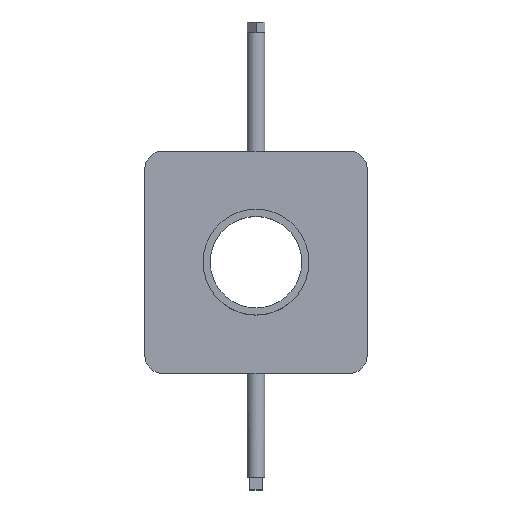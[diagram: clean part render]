
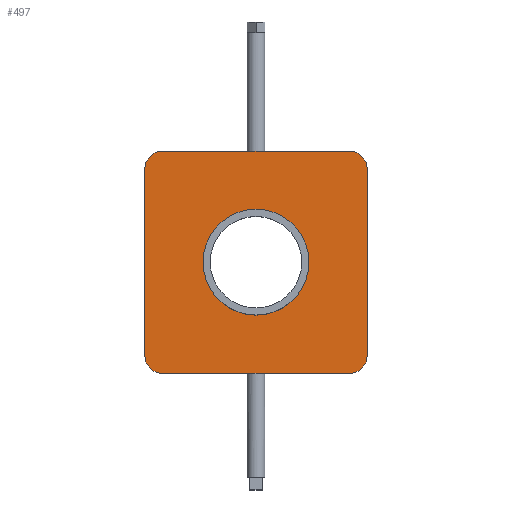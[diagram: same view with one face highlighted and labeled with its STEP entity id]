
A CAD part, top view. The second image highlights one B-rep face of the part: STEP entity #497.
In plain terms, the highlighted planar face has unit normal (0, 0, 1).
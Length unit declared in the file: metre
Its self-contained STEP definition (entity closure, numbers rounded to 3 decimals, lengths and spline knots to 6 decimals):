
#16=LINE('',#795,#60);
#19=LINE('',#801,#63);
#24=LINE('',#811,#68);
#27=LINE('',#818,#71);
#31=LINE('',#826,#75);
#34=LINE('',#838,#78);
#60=VECTOR('',#632,1.);
#63=VECTOR('',#637,1.);
#68=VECTOR('',#644,1.);
#71=VECTOR('',#649,1.);
#75=VECTOR('',#655,1.);
#78=VECTOR('',#666,1.);
#107=PLANE('',#559);
#169=ORIENTED_EDGE('',*,*,#301,.F.);
#170=ORIENTED_EDGE('',*,*,#290,.T.);
#171=ORIENTED_EDGE('',*,*,#302,.T.);
#172=ORIENTED_EDGE('',*,*,#282,.T.);
#173=ORIENTED_EDGE('',*,*,#294,.T.);
#174=ORIENTED_EDGE('',*,*,#303,.T.);
#175=ORIENTED_EDGE('',*,*,#299,.F.);
#176=ORIENTED_EDGE('',*,*,#304,.T.);
#177=ORIENTED_EDGE('',*,*,#279,.F.);
#178=ORIENTED_EDGE('',*,*,#287,.F.);
#179=ORIENTED_EDGE('',*,*,#305,.T.);
#279=EDGE_CURVE('',#341,#347,#16,.T.);
#282=EDGE_CURVE('',#349,#331,#19,.T.);
#287=EDGE_CURVE('',#352,#341,#24,.T.);
#290=EDGE_CURVE('',#356,#355,#27,.T.);
#294=EDGE_CURVE('',#331,#358,#31,.T.);
#299=EDGE_CURVE('',#363,#364,#34,.T.);
#301=EDGE_CURVE('',#365,#365,#385,.T.);
#302=EDGE_CURVE('',#355,#349,#386,.T.);
#303=EDGE_CURVE('',#358,#364,#387,.T.);
#304=EDGE_CURVE('',#363,#347,#388,.T.);
#305=EDGE_CURVE('',#352,#356,#389,.T.);
#331=VERTEX_POINT('',#761);
#341=VERTEX_POINT('',#783);
#347=VERTEX_POINT('',#796);
#349=VERTEX_POINT('',#802);
#352=VERTEX_POINT('',#810);
#355=VERTEX_POINT('',#817);
#356=VERTEX_POINT('',#819);
#358=VERTEX_POINT('',#825);
#363=VERTEX_POINT('',#837);
#364=VERTEX_POINT('',#839);
#365=VERTEX_POINT('',#843);
#385=CIRCLE('',#560,0.01475);
#386=CIRCLE('',#561,0.005);
#387=CIRCLE('',#562,0.005);
#388=CIRCLE('',#563,0.005);
#389=CIRCLE('',#564,0.005);
#408=EDGE_LOOP('',(#169));
#409=EDGE_LOOP('',(#170,#171,#172,#173,#174,#175,#176,#177,#178,#179));
#450=FACE_BOUND('',#408,.T.);
#451=FACE_BOUND('',#409,.T.);
#497=ADVANCED_FACE('',(#450,#451),#107,.T.);
#559=AXIS2_PLACEMENT_3D('',#841,#668,#669);
#560=AXIS2_PLACEMENT_3D('',#842,#670,#671);
#561=AXIS2_PLACEMENT_3D('',#844,#672,#673);
#562=AXIS2_PLACEMENT_3D('',#845,#674,#675);
#563=AXIS2_PLACEMENT_3D('',#846,#676,#677);
#564=AXIS2_PLACEMENT_3D('',#847,#678,#679);
#632=DIRECTION('',(1.,0.,0.));
#637=DIRECTION('',(1.,0.,0.));
#644=DIRECTION('',(1.,0.,0.));
#649=DIRECTION('',(0.,-1.,0.));
#655=DIRECTION('',(1.,0.,0.));
#666=DIRECTION('',(0.,-1.,0.));
#668=DIRECTION('',(0.,0.,1.));
#669=DIRECTION('',(1.,0.,0.));
#670=DIRECTION('',(0.,0.,1.));
#671=DIRECTION('',(1.,0.,0.));
#672=DIRECTION('',(0.,0.,1.));
#673=DIRECTION('',(1.,0.,0.));
#674=DIRECTION('',(0.,0.,1.));
#675=DIRECTION('',(1.,0.,0.));
#676=DIRECTION('',(0.,0.,1.));
#677=DIRECTION('',(1.,0.,0.));
#678=DIRECTION('',(0.,0.,1.));
#679=DIRECTION('',(1.,0.,0.));
#761=CARTESIAN_POINT('',(0.,-0.031,0.005));
#783=CARTESIAN_POINT('',(0.,0.031,0.005));
#795=CARTESIAN_POINT('',(0.,0.031,0.005));
#796=CARTESIAN_POINT('',(0.026,0.031,0.005));
#801=CARTESIAN_POINT('',(0.,-0.031,0.005));
#802=CARTESIAN_POINT('',(-0.026,-0.031,0.005));
#810=CARTESIAN_POINT('',(-0.026,0.031,0.005));
#811=CARTESIAN_POINT('',(0.,0.031,0.005));
#817=CARTESIAN_POINT('',(-0.031,-0.026,0.005));
#818=CARTESIAN_POINT('',(-0.031,0.,0.005));
#819=CARTESIAN_POINT('',(-0.031,0.026,0.005));
#825=CARTESIAN_POINT('',(0.026,-0.031,0.005));
#826=CARTESIAN_POINT('',(0.,-0.031,0.005));
#837=CARTESIAN_POINT('',(0.031,0.026,0.005));
#838=CARTESIAN_POINT('',(0.031,0.,0.005));
#839=CARTESIAN_POINT('',(0.031,-0.026,0.005));
#841=CARTESIAN_POINT('',(0.,0.,0.005));
#842=CARTESIAN_POINT('',(0.,0.,0.005));
#843=CARTESIAN_POINT('',(0.01475,0.,0.005));
#844=CARTESIAN_POINT('',(-0.026,-0.026,0.005));
#845=CARTESIAN_POINT('',(0.026,-0.026,0.005));
#846=CARTESIAN_POINT('',(0.026,0.026,0.005));
#847=CARTESIAN_POINT('',(-0.026,0.026,0.005));
